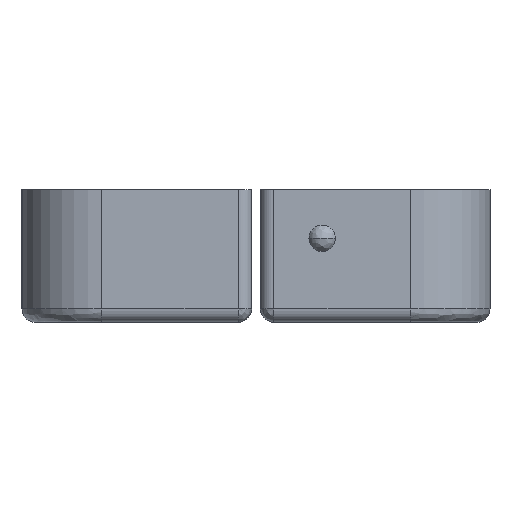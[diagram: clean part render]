
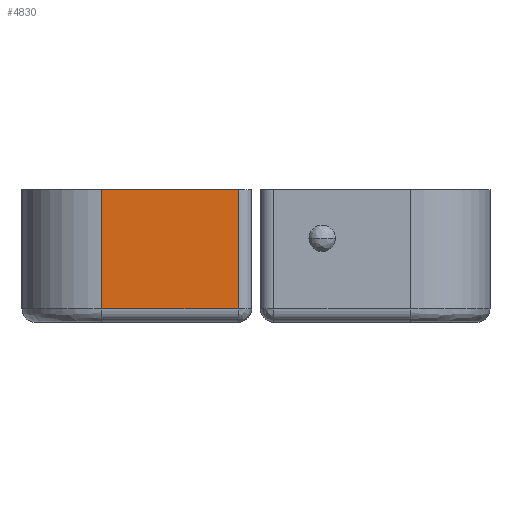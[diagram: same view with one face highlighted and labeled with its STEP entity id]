
A CAD part, left-side view. The second image highlights one B-rep face of the part: STEP entity #4830.
In plain terms, the highlighted face is planar.
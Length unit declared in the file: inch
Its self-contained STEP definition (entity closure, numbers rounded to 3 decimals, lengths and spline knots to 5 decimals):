
#141 = CARTESIAN_POINT ( 'NONE',  ( 0.76772, 0.96457, 0.59055 ) ) ;
#357 = CARTESIAN_POINT ( 'NONE',  ( 0.76772, 0.35433, 0.05906 ) ) ;
#561 = ORIENTED_EDGE ( 'NONE', *, *, #1613, .F. ) ;
#740 = DIRECTION ( 'NONE',  ( 0., 1., 0. ) ) ;
#1342 = DIRECTION ( 'NONE',  ( 0., 0., 1. ) ) ;
#1589 = EDGE_LOOP ( 'NONE', ( #17883, #3670, #6426, #561 ) ) ;
#1613 = EDGE_CURVE ( 'NONE', #10003, #19560, #6790, .T. ) ;
#2690 = LINE ( 'NONE', #5219, #8543 ) ;
#2872 = VERTEX_POINT ( 'NONE', #18262 ) ;
#3197 = EDGE_CURVE ( 'NONE', #19560, #18178, #10806, .T. ) ;
#3670 = ORIENTED_EDGE ( 'NONE', *, *, #9135, .F. ) ;
#4167 = FACE_OUTER_BOUND ( 'NONE', #1589, .T. ) ;
#4830 = ADVANCED_FACE ( 'NONE', ( #4167 ), #10599, .F. ) ;
#5219 = CARTESIAN_POINT ( 'NONE',  ( 0.76772, 0., 0.05906 ) ) ;
#6426 = ORIENTED_EDGE ( 'NONE', *, *, #3197, .F. ) ;
#6790 = LINE ( 'NONE', #17751, #12877 ) ;
#6791 = DIRECTION ( 'NONE',  ( 0., -1., 0. ) ) ;
#8010 = DIRECTION ( 'NONE',  ( 0., 0., 1. ) ) ;
#8543 = VECTOR ( 'NONE', #6791, 39.37008 ) ;
#9117 = LINE ( 'NONE', #13970, #20532 ) ;
#9135 = EDGE_CURVE ( 'NONE', #18178, #2872, #9117, .T. ) ;
#9167 = AXIS2_PLACEMENT_3D ( 'NONE', #15830, #19278, #1342 ) ;
#10003 = VERTEX_POINT ( 'NONE', #357 ) ;
#10599 = PLANE ( 'NONE',  #9167 ) ;
#10806 = LINE ( 'NONE', #20345, #18959 ) ;
#12206 = DIRECTION ( 'NONE',  ( 0., 0., -1. ) ) ;
#12877 = VECTOR ( 'NONE', #8010, 39.37008 ) ;
#13970 = CARTESIAN_POINT ( 'NONE',  ( 0.76772, 0.96457, 0.59055 ) ) ;
#15232 = CARTESIAN_POINT ( 'NONE',  ( 0.76772, 0.35433, 0.59055 ) ) ;
#15830 = CARTESIAN_POINT ( 'NONE',  ( 0.76772, 0., 0.59055 ) ) ;
#17751 = CARTESIAN_POINT ( 'NONE',  ( 0.76772, 0.35433, 0.59055 ) ) ;
#17883 = ORIENTED_EDGE ( 'NONE', *, *, #20358, .F. ) ;
#18178 = VERTEX_POINT ( 'NONE', #141 ) ;
#18262 = CARTESIAN_POINT ( 'NONE',  ( 0.76772, 0.96457, 0.05906 ) ) ;
#18959 = VECTOR ( 'NONE', #740, 39.37008 ) ;
#19278 = DIRECTION ( 'NONE',  ( -1., 0., 0. ) ) ;
#19560 = VERTEX_POINT ( 'NONE', #15232 ) ;
#20345 = CARTESIAN_POINT ( 'NONE',  ( 0.76772, 0., 0.59055 ) ) ;
#20358 = EDGE_CURVE ( 'NONE', #2872, #10003, #2690, .T. ) ;
#20532 = VECTOR ( 'NONE', #12206, 39.37008 ) ;
